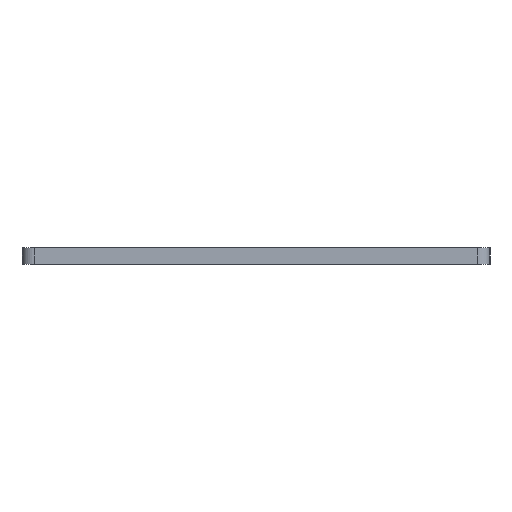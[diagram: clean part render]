
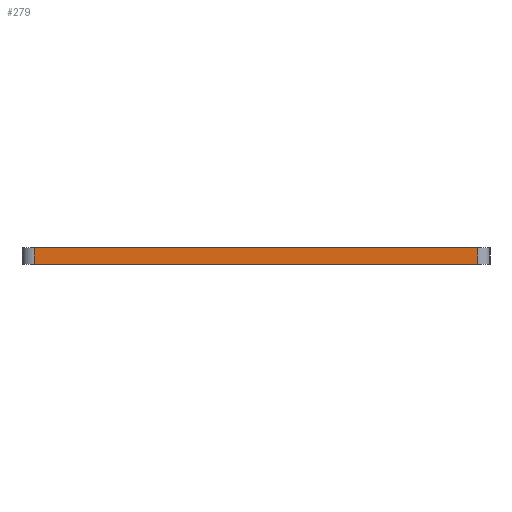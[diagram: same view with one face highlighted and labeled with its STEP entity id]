
A CAD part, left-side view. The second image highlights one B-rep face of the part: STEP entity #279.
In plain terms, the highlighted planar face has unit normal (-1, 0, 0).
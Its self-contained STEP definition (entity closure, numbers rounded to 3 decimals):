
#49 = EDGE_CURVE('',#50,#52,#54,.T.);
#50 = VERTEX_POINT('',#51);
#51 = CARTESIAN_POINT('',(-2.54,-1.422,0.));
#52 = VERTEX_POINT('',#53);
#53 = CARTESIAN_POINT('',(-2.54,-1.422,1.53));
#54 = LINE('',#55,#56);
#55 = CARTESIAN_POINT('',(-2.54,-1.422,0.));
#56 = VECTOR('',#57,1.);
#57 = DIRECTION('',(0.,0.,1.));
#252 = VERTEX_POINT('',#253);
#253 = CARTESIAN_POINT('',(-2.54,39.243,1.53));
#260 = EDGE_CURVE('',#261,#252,#263,.T.);
#261 = VERTEX_POINT('',#262);
#262 = CARTESIAN_POINT('',(-2.54,39.243,0.));
#263 = LINE('',#264,#265);
#264 = CARTESIAN_POINT('',(-2.54,39.243,0.));
#265 = VECTOR('',#266,1.);
#266 = DIRECTION('',(0.,0.,1.));
#279 = ADVANCED_FACE('',(#280),#296,.F.);
#280 = FACE_BOUND('',#281,.F.);
#281 = EDGE_LOOP('',(#282,#283,#289,#290));
#282 = ORIENTED_EDGE('',*,*,#260,.T.);
#283 = ORIENTED_EDGE('',*,*,#284,.T.);
#284 = EDGE_CURVE('',#252,#52,#285,.T.);
#285 = LINE('',#286,#287);
#286 = CARTESIAN_POINT('',(-2.54,39.243,1.53));
#287 = VECTOR('',#288,1.);
#288 = DIRECTION('',(0.,-1.,0.));
#289 = ORIENTED_EDGE('',*,*,#49,.F.);
#290 = ORIENTED_EDGE('',*,*,#291,.F.);
#291 = EDGE_CURVE('',#261,#50,#292,.T.);
#292 = LINE('',#293,#294);
#293 = CARTESIAN_POINT('',(-2.54,39.243,0.));
#294 = VECTOR('',#295,1.);
#295 = DIRECTION('',(0.,-1.,0.));
#296 = PLANE('',#297);
#297 = AXIS2_PLACEMENT_3D('',#298,#299,#300);
#298 = CARTESIAN_POINT('',(-2.54,39.243,0.));
#299 = DIRECTION('',(1.,0.,-0.));
#300 = DIRECTION('',(0.,-1.,0.));
